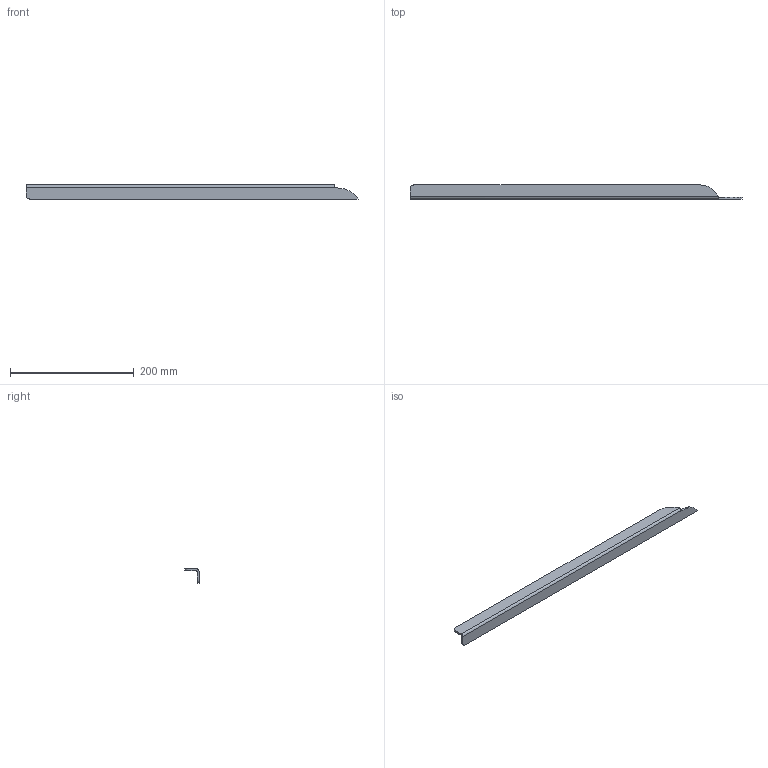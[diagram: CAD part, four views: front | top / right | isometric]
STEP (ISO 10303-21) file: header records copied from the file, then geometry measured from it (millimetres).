
FILE_DESCRIPTION (( 'STEP AP203' ), '1' );
FILE_NAME ('Mirrorbrace-top-right-v01.STEP', '2024-07-13T21:30:28', ( '' ), ( '' ), 'SwSTEP 2.0', 'SolidWorks 2024', '' );
FILE_SCHEMA (( 'CONFIG_CONTROL_DESIGN' ));
Length unit declared in the file: millimetre
Products named in the file (1): Mirrorbrace-top-right-v01
Bounding box: 536.53 x 22.74 x 22.74 mm (x, y, z)
Volume: 66464.6 mm3; surface area: 45447.5 mm2
Topology: 1 solids, 1 shells, 18 faces, 40 edges, 24 vertices
Faces by surface type: plane 11, cylinder 5, bspline 2
Entity records: 863 total; most frequent: CARTESIAN_POINT 397, ORIENTED_EDGE 80, DIRECTION 78, EDGE_CURVE 40, LINE 28, VECTOR 28, AXIS2_PLACEMENT_3D 25, VERTEX_POINT 24
